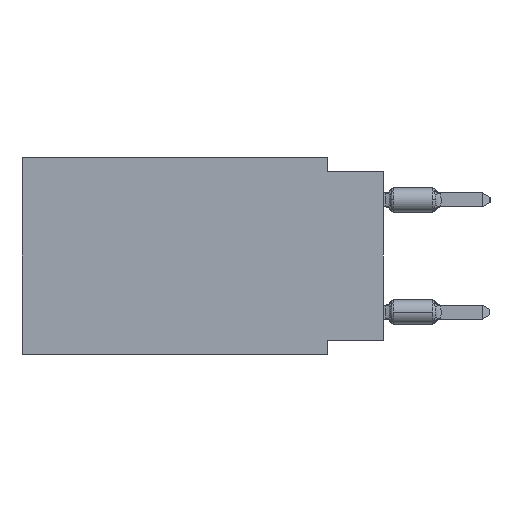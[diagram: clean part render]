
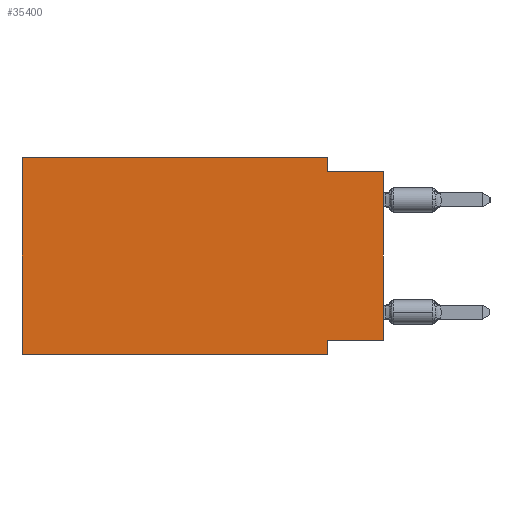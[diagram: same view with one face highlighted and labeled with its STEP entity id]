
A CAD part, left-side view. The second image highlights one B-rep face of the part: STEP entity #35400.
In plain terms, the highlighted planar face has unit normal (-1, 0, 0).
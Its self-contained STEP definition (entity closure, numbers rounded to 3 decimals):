
#425 = DIRECTION ( 'NONE',  ( 0., -1., 0. ) ) ;
#566 = EDGE_CURVE ( 'NONE', #9460, #33410, #43188, .T. ) ;
#698 = ORIENTED_EDGE ( 'NONE', *, *, #44826, .F. ) ;
#1362 = CARTESIAN_POINT ( 'NONE',  ( 0., 16.383, -8.89 ) ) ;
#1456 = CARTESIAN_POINT ( 'NONE',  ( 0., 0., -0.635 ) ) ;
#1578 = VERTEX_POINT ( 'NONE', #44424 ) ;
#1955 = LINE ( 'NONE', #27105, #45170 ) ;
#2790 = CARTESIAN_POINT ( 'NONE',  ( 0., 2.54, -8.89 ) ) ;
#3283 = DIRECTION ( 'NONE',  ( 0., 0., -1. ) ) ;
#4368 = ORIENTED_EDGE ( 'NONE', *, *, #14062, .F. ) ;
#5080 = VERTEX_POINT ( 'NONE', #8813 ) ;
#5551 = DIRECTION ( 'NONE',  ( 0., 1., 0. ) ) ;
#6955 = ORIENTED_EDGE ( 'NONE', *, *, #17299, .F. ) ;
#7127 = CARTESIAN_POINT ( 'NONE',  ( 0., 16.383, 0. ) ) ;
#7371 = DIRECTION ( 'NONE',  ( 0., 0., 1. ) ) ;
#7604 = CARTESIAN_POINT ( 'NONE',  ( 0., 2.54, -8.255 ) ) ;
#8148 = CARTESIAN_POINT ( 'NONE',  ( 0., 16.383, 0. ) ) ;
#8264 = VECTOR ( 'NONE', #13648, 1000. ) ;
#8568 = DIRECTION ( 'NONE',  ( 0., -1., 0. ) ) ;
#8813 = CARTESIAN_POINT ( 'NONE',  ( 0., 2.54, -8.89 ) ) ;
#9298 = LINE ( 'NONE', #2790, #8264 ) ;
#9460 = VERTEX_POINT ( 'NONE', #21597 ) ;
#10050 = PLANE ( 'NONE',  #15131 ) ;
#10439 = CARTESIAN_POINT ( 'NONE',  ( 0., 2.54, -0.635 ) ) ;
#12116 = EDGE_LOOP ( 'NONE', ( #44020, #36658, #698, #6955, #27104, #39272, #20526, #4368 ) ) ;
#13648 = DIRECTION ( 'NONE',  ( 0., 0., -1. ) ) ;
#13832 = VERTEX_POINT ( 'NONE', #10439 ) ;
#14062 = EDGE_CURVE ( 'NONE', #9460, #38061, #1955, .T. ) ;
#15131 = AXIS2_PLACEMENT_3D ( 'NONE', #7127, #32550, #3283 ) ;
#17299 = EDGE_CURVE ( 'NONE', #1578, #44174, #33550, .T. ) ;
#17739 = VERTEX_POINT ( 'NONE', #1362 ) ;
#18044 = EDGE_CURVE ( 'NONE', #13832, #33410, #43211, .T. ) ;
#19402 = LINE ( 'NONE', #45347, #39684 ) ;
#20526 = ORIENTED_EDGE ( 'NONE', *, *, #23116, .F. ) ;
#20732 = CARTESIAN_POINT ( 'NONE',  ( 0., 2.54, 0. ) ) ;
#21597 = CARTESIAN_POINT ( 'NONE',  ( 0., 0., -8.255 ) ) ;
#23116 = EDGE_CURVE ( 'NONE', #38061, #5080, #9298, .T. ) ;
#25083 = CARTESIAN_POINT ( 'NONE',  ( 0., 16.383, 0. ) ) ;
#26874 = VECTOR ( 'NONE', #28161, 1000. ) ;
#27104 = ORIENTED_EDGE ( 'NONE', *, *, #29463, .F. ) ;
#27105 = CARTESIAN_POINT ( 'NONE',  ( 0., 0., -8.255 ) ) ;
#28161 = DIRECTION ( 'NONE',  ( 0., 0., 1. ) ) ;
#29463 = EDGE_CURVE ( 'NONE', #17739, #1578, #47105, .T. ) ;
#29702 = EDGE_CURVE ( 'NONE', #17739, #5080, #33985, .T. ) ;
#31010 = VECTOR ( 'NONE', #35929, 1000. ) ;
#32550 = DIRECTION ( 'NONE',  ( 1., 0., 0. ) ) ;
#33410 = VERTEX_POINT ( 'NONE', #1456 ) ;
#33550 = LINE ( 'NONE', #8148, #41820 ) ;
#33985 = LINE ( 'NONE', #44421, #35011 ) ;
#35011 = VECTOR ( 'NONE', #8568, 1000. ) ;
#35400 = ADVANCED_FACE ( 'NONE', ( #36920 ), #10050, .F. ) ;
#35929 = DIRECTION ( 'NONE',  ( 0., -1., 0. ) ) ;
#36560 = VECTOR ( 'NONE', #7371, 1000. ) ;
#36658 = ORIENTED_EDGE ( 'NONE', *, *, #18044, .F. ) ;
#36920 = FACE_OUTER_BOUND ( 'NONE', #12116, .T. ) ;
#37593 = DIRECTION ( 'NONE',  ( 0., 0., -1. ) ) ;
#38061 = VERTEX_POINT ( 'NONE', #7604 ) ;
#39272 = ORIENTED_EDGE ( 'NONE', *, *, #29702, .T. ) ;
#39560 = CARTESIAN_POINT ( 'NONE',  ( 0., 0., -0.635 ) ) ;
#39684 = VECTOR ( 'NONE', #37593, 1000. ) ;
#41820 = VECTOR ( 'NONE', #425, 1000. ) ;
#42460 = CARTESIAN_POINT ( 'NONE',  ( 0., 0., 0. ) ) ;
#43188 = LINE ( 'NONE', #42460, #26874 ) ;
#43211 = LINE ( 'NONE', #39560, #31010 ) ;
#44020 = ORIENTED_EDGE ( 'NONE', *, *, #566, .T. ) ;
#44174 = VERTEX_POINT ( 'NONE', #20732 ) ;
#44421 = CARTESIAN_POINT ( 'NONE',  ( 0., 16.383, -8.89 ) ) ;
#44424 = CARTESIAN_POINT ( 'NONE',  ( 0., 16.383, 0. ) ) ;
#44826 = EDGE_CURVE ( 'NONE', #44174, #13832, #19402, .T. ) ;
#45170 = VECTOR ( 'NONE', #5551, 1000. ) ;
#45347 = CARTESIAN_POINT ( 'NONE',  ( 0., 2.54, 0. ) ) ;
#47105 = LINE ( 'NONE', #25083, #36560 ) ;
